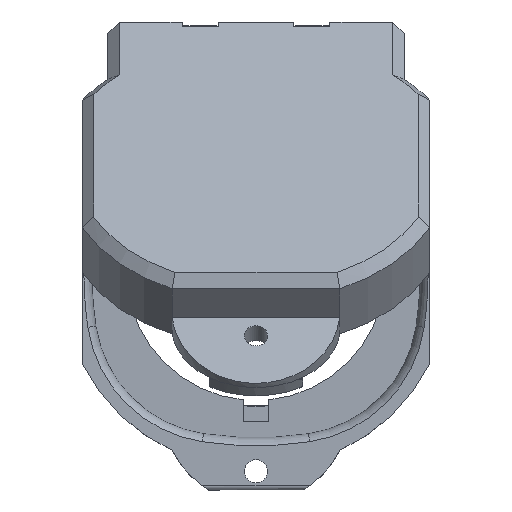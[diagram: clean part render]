
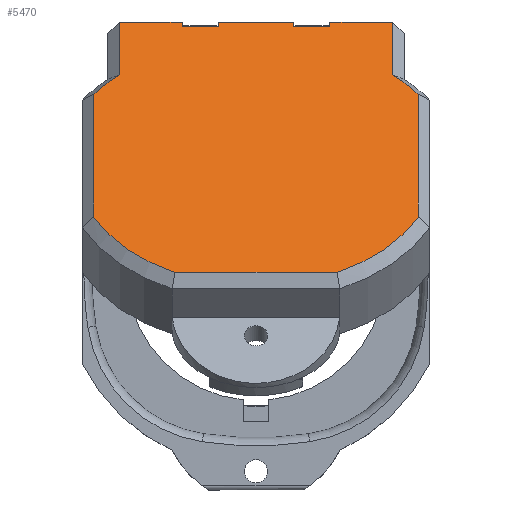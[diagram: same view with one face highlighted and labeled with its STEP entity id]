
A CAD part, top view. The second image highlights one B-rep face of the part: STEP entity #5470.
In plain terms, the highlighted face is planar.
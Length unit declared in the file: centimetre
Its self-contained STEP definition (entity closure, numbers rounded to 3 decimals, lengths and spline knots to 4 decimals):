
#146=LINE($,#9660,#497);
#152=LINE($,#9686,#503);
#155=LINE($,#9706,#506);
#156=LINE($,#9722,#507);
#158=LINE($,#9739,#509);
#160=LINE($,#9743,#511);
#164=LINE($,#9750,#515);
#165=LINE($,#9752,#516);
#166=LINE($,#9754,#517);
#167=LINE($,#9756,#518);
#168=LINE($,#9758,#519);
#169=LINE($,#9760,#520);
#170=LINE($,#9762,#521);
#171=LINE($,#9763,#522);
#497=VECTOR($,#7350,0.6447);
#503=VECTOR($,#7366,1.4938);
#506=VECTOR($,#7377,1.3949);
#507=VECTOR($,#7386,1.4938);
#509=VECTOR($,#7396,0.6447);
#511=VECTOR($,#7400,0.54);
#515=VECTOR($,#7406,0.54);
#516=VECTOR($,#7407,0.05);
#517=VECTOR($,#7408,0.31);
#518=VECTOR($,#7409,0.05);
#519=VECTOR($,#7410,0.65);
#520=VECTOR($,#7411,0.05);
#521=VECTOR($,#7412,0.31);
#522=VECTOR($,#7413,0.05);
#751=PLANE($,#6078);
#1302=FACE_OUTER_BOUND($,#1646,.T.);
#1646=EDGE_LOOP($,(#4229,#4230,#4231,#4232,#4233,#4234,#4235,#4236,#4237,
#4238,#4239,#4240,#4241,#4242,#4243,#4244,#4245,#4246));
#2065=CIRCLE($,#6062,1.5);
#2067=CIRCLE($,#6066,1.5);
#2069=CIRCLE($,#6070,1.5);
#2071=CIRCLE($,#6074,1.5);
#2416=VERTEX_POINT($,#9654);
#2417=VERTEX_POINT($,#9658);
#2418=VERTEX_POINT($,#9659);
#2423=VERTEX_POINT($,#9676);
#2425=VERTEX_POINT($,#9685);
#2427=VERTEX_POINT($,#9694);
#2430=VERTEX_POINT($,#9705);
#2431=VERTEX_POINT($,#9712);
#2433=VERTEX_POINT($,#9721);
#2435=VERTEX_POINT($,#9730);
#2437=VERTEX_POINT($,#9742);
#2439=VERTEX_POINT($,#9749);
#2440=VERTEX_POINT($,#9751);
#2441=VERTEX_POINT($,#9753);
#2442=VERTEX_POINT($,#9755);
#2443=VERTEX_POINT($,#9757);
#2444=VERTEX_POINT($,#9759);
#2445=VERTEX_POINT($,#9761);
#3033=EDGE_CURVE($,#2417,#2418,#146,.T.);
#3040=EDGE_CURVE($,#2418,#2423,#2065,.T.);
#3043=EDGE_CURVE($,#2423,#2425,#152,.T.);
#3046=EDGE_CURVE($,#2425,#2427,#2067,.T.);
#3050=EDGE_CURVE($,#2427,#2430,#155,.T.);
#3052=EDGE_CURVE($,#2430,#2431,#2069,.T.);
#3055=EDGE_CURVE($,#2431,#2433,#156,.T.);
#3058=EDGE_CURVE($,#2433,#2435,#2071,.T.);
#3061=EDGE_CURVE($,#2435,#2416,#158,.T.);
#3063=EDGE_CURVE($,#2416,#2437,#160,.T.);
#3067=EDGE_CURVE($,#2439,#2417,#164,.T.);
#3068=EDGE_CURVE($,#2440,#2439,#165,.T.);
#3069=EDGE_CURVE($,#2441,#2440,#166,.T.);
#3070=EDGE_CURVE($,#2442,#2441,#167,.T.);
#3071=EDGE_CURVE($,#2443,#2442,#168,.T.);
#3072=EDGE_CURVE($,#2444,#2443,#169,.T.);
#3073=EDGE_CURVE($,#2445,#2444,#170,.T.);
#3074=EDGE_CURVE($,#2437,#2445,#171,.T.);
#4229=ORIENTED_EDGE($,*,*,#3061,.F.);
#4230=ORIENTED_EDGE($,*,*,#3058,.F.);
#4231=ORIENTED_EDGE($,*,*,#3055,.F.);
#4232=ORIENTED_EDGE($,*,*,#3052,.F.);
#4233=ORIENTED_EDGE($,*,*,#3050,.F.);
#4234=ORIENTED_EDGE($,*,*,#3046,.F.);
#4235=ORIENTED_EDGE($,*,*,#3043,.F.);
#4236=ORIENTED_EDGE($,*,*,#3040,.F.);
#4237=ORIENTED_EDGE($,*,*,#3033,.F.);
#4238=ORIENTED_EDGE($,*,*,#3067,.F.);
#4239=ORIENTED_EDGE($,*,*,#3068,.F.);
#4240=ORIENTED_EDGE($,*,*,#3069,.F.);
#4241=ORIENTED_EDGE($,*,*,#3070,.F.);
#4242=ORIENTED_EDGE($,*,*,#3071,.F.);
#4243=ORIENTED_EDGE($,*,*,#3072,.F.);
#4244=ORIENTED_EDGE($,*,*,#3073,.F.);
#4245=ORIENTED_EDGE($,*,*,#3074,.F.);
#4246=ORIENTED_EDGE($,*,*,#3063,.F.);
#5470=ADVANCED_FACE($,(#1302),#751,.T.);
#6062=AXIS2_PLACEMENT_3D($,#9677,#7360,#7361);
#6066=AXIS2_PLACEMENT_3D($,#9695,#7370,#7371);
#6070=AXIS2_PLACEMENT_3D($,#9713,#7380,#7381);
#6074=AXIS2_PLACEMENT_3D($,#9731,#7390,#7391);
#6078=AXIS2_PLACEMENT_3D($,#9748,#7404,#7405);
#7350=DIRECTION($,(0.,-0.707,0.707));
#7360=DIRECTION('center_axis',(0.,-0.707,
-0.707));
#7361=DIRECTION('ref_axis',(0.815,0.409,-0.409));
#7366=DIRECTION($,(0.,-0.707,0.707));
#7370=DIRECTION('center_axis',(0.,-0.707,
-0.707));
#7371=DIRECTION('ref_axis',(0.412,-0.644,0.644));
#7377=DIRECTION($,(-1.,0.,0.));
#7380=DIRECTION('center_axis',(0.,-0.707,
-0.707));
#7381=DIRECTION('ref_axis',(-0.897,-0.313,0.313));
#7386=DIRECTION($,(0.,0.707,-0.707));
#7390=DIRECTION('center_axis',(0.,-0.707,
-0.707));
#7391=DIRECTION('ref_axis',(-0.678,0.52,-0.52));
#7396=DIRECTION($,(0.,0.707,-0.707));
#7400=DIRECTION($,(1.,0.,0.));
#7404=DIRECTION('center_axis',(0.,0.707,
0.707));
#7405=DIRECTION('ref_axis',(1.,0.,0.));
#7406=DIRECTION($,(1.,0.,0.));
#7407=DIRECTION($,(0.,0.707,-0.707));
#7408=DIRECTION($,(1.,0.,0.));
#7409=DIRECTION($,(0.,-0.707,0.707));
#7410=DIRECTION($,(1.,0.,0.));
#7411=DIRECTION($,(0.,0.707,-0.707));
#7412=DIRECTION($,(1.,0.,0.));
#7413=DIRECTION($,(0.,-0.707,0.707));
#9654=CARTESIAN_POINT('',(1.5065,0.5356,6.4937));
#9658=CARTESIAN_POINT('',(3.8565,0.5356,6.4937));
#9659=CARTESIAN_POINT('',(3.8565,0.0797,6.9496));
#9660=CARTESIAN_POINT($,(3.8565,0.2919,6.7374));
#9676=CARTESIAN_POINT('',(4.0765,-0.0884,7.1177));
#9677=CARTESIAN_POINT('Origin',(2.8719,-0.7204,7.7497));
#9685=CARTESIAN_POINT('',(4.0765,-1.1447,8.174));
#9686=CARTESIAN_POINT($,(4.0765,-0.1854,7.2147));
#9694=CARTESIAN_POINT('',(3.379,-1.6211,8.6504));
#9695=CARTESIAN_POINT('Origin',(2.7416,-0.6609,7.6903));
#9705=CARTESIAN_POINT('',(1.9841,-1.6211,8.6504));
#9706=CARTESIAN_POINT($,(2.6815,-1.6211,8.6504));
#9712=CARTESIAN_POINT('',(1.2865,-1.1447,8.174));
#9713=CARTESIAN_POINT('Origin',(2.6214,-0.6609,7.6903));
#9721=CARTESIAN_POINT('',(1.2865,-0.0884,7.1177));
#9722=CARTESIAN_POINT($,(1.2865,-0.7334,7.7627));
#9730=CARTESIAN_POINT('',(1.5065,0.0797,6.9496));
#9731=CARTESIAN_POINT('Origin',(2.4911,-0.7204,7.7497));
#9739=CARTESIAN_POINT($,(1.5065,-0.097,7.1263));
#9742=CARTESIAN_POINT('',(2.0465,0.5356,6.4937));
#9743=CARTESIAN_POINT($,(2.044,0.5356,6.4937));
#9748=CARTESIAN_POINT('Origin',(2.6815,-0.3053,7.3346));
#9749=CARTESIAN_POINT('',(3.3165,0.5356,6.4937));
#9750=CARTESIAN_POINT($,(2.999,0.5356,6.4937));
#9751=CARTESIAN_POINT('',(3.3165,0.5002,6.5291));
#9752=CARTESIAN_POINT($,(3.3165,0.8891,6.1402));
#9753=CARTESIAN_POINT('',(3.0065,0.5002,6.5291));
#9754=CARTESIAN_POINT($,(3.3165,0.5002,6.5291));
#9755=CARTESIAN_POINT('',(3.0065,0.5356,6.4937));
#9756=CARTESIAN_POINT($,(3.0065,0.5002,6.5291));
#9757=CARTESIAN_POINT('',(2.3565,0.5356,6.4937));
#9758=CARTESIAN_POINT($,(2.519,0.5356,6.4937));
#9759=CARTESIAN_POINT('',(2.3565,0.5002,6.5291));
#9760=CARTESIAN_POINT($,(2.3565,0.8891,6.1402));
#9761=CARTESIAN_POINT('',(2.0465,0.5002,6.5291));
#9762=CARTESIAN_POINT($,(2.3565,0.5002,6.5291));
#9763=CARTESIAN_POINT($,(2.0465,0.5002,6.5291));
